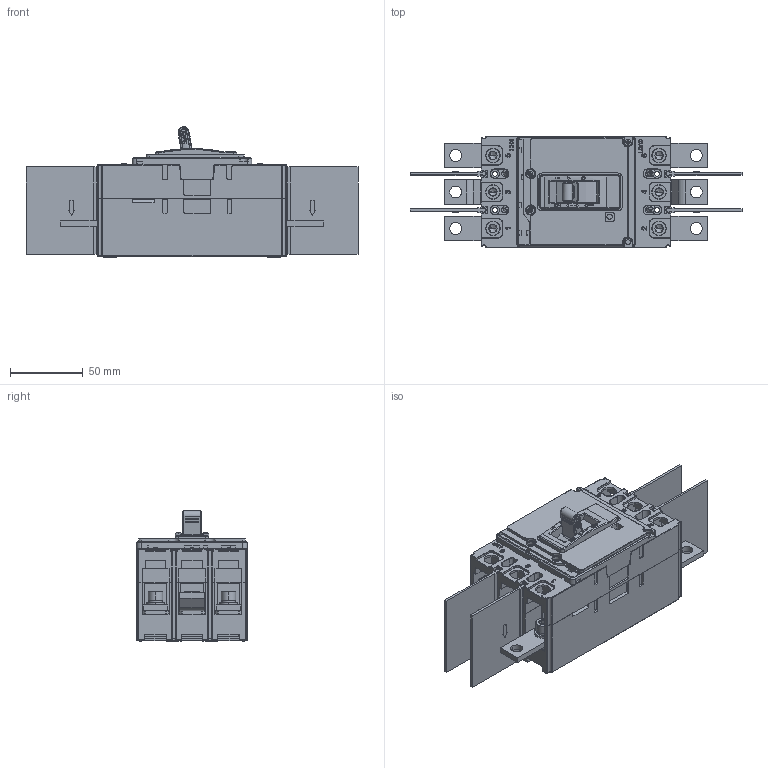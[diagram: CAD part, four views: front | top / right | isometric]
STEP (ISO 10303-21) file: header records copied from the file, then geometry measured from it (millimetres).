
FILE_DESCRIPTION(/* description */ (''),/* implementation_level */ '2;1');
FILE_NAME(/* name */ '125S-3P.stp',/* time_stamp */ '2017-04-07T19:39:57+08:00',/* author */ (''),/* organization */ (''),/* preprocessor_version */ 'ST-DEVELOPER v11',/* originating_system */ 'SIEMENS PLM Software NX 7.5',/* authorisation */ '');
FILE_SCHEMA (('CONFIG_CONTROL_DESIGN'));
Products named in the file (1): 125S-3P
Bounding box: 227.6 x 76 x 89.59 mm (x, y, z)
Volume: 646054.9 mm3; surface area: 195534.7 mm2
Topology: 42 solids, 58 shells, 3358 faces, 8765 edges, 5652 vertices
Faces by surface type: plane 1947, cylinder 859, extrusion 241, cone 110, torus 102, bspline 57, sphere 42
Full cylindrical faces by diameter (mm): 3.5 x2, 3.6 x1
Entity records: 106346 total; most frequent: CARTESIAN_POINT 24204, ORIENTED_EDGE 17454, DIRECTION 16049, EDGE_CURVE 8747, VECTOR 5917, LINE 5676, VERTEX_POINT 5656, AXIS2_PLACEMENT_3D 5066
